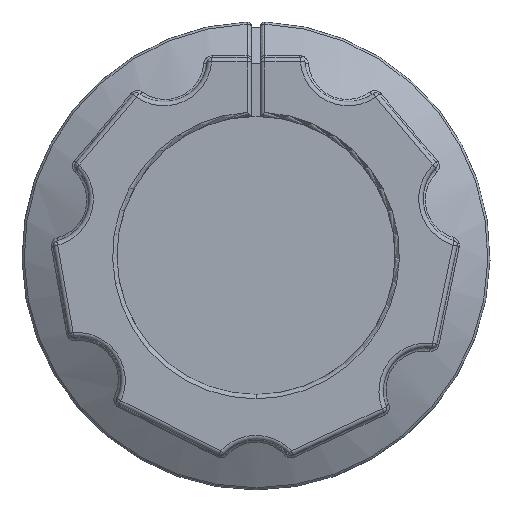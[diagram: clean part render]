
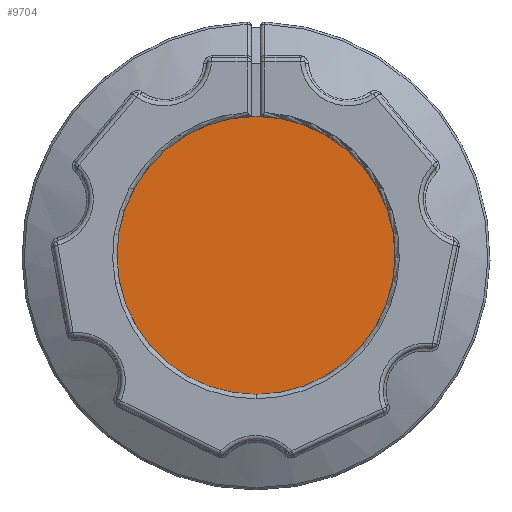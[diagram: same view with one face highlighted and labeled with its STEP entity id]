
A CAD part, top view. The second image highlights one B-rep face of the part: STEP entity #9704.
In plain terms, the highlighted planar face has unit normal (0, 0, 1).
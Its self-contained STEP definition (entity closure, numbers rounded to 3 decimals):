
#9679=CARTESIAN_POINT('',(6.452,0.0,12.86));
#9680=VERTEX_POINT('',#9679);
#9681=CARTESIAN_POINT('',(0.0,0.0,12.86));
#9682=DIRECTION('',(0.0,0.0,1.0));
#9683=DIRECTION('',(1.0,0.0,-0.0));
#9684=AXIS2_PLACEMENT_3D('',#9681,#9682,#9683);
#9685=CIRCLE('',#9684,6.452);
#9686=EDGE_CURVE('n� 4',#9680,#9680,#9685,.T.);
#9696=ORIENTED_EDGE('',*,*,#9686,.T.);
#9697=EDGE_LOOP('',(#9696));
#9698=FACE_OUTER_BOUND('',#9697,.T.);
#9699=CARTESIAN_POINT('',(0.0,0.0,12.86));
#9700=DIRECTION('',(0.0,0.0,1.0));
#9701=DIRECTION('',(1.0,0.0,-0.0));
#9702=AXIS2_PLACEMENT_3D('',#9699,#9700,#9701);
#9703=PLANE('',#9702);
#9704=ADVANCED_FACE('n� 1',(#9698),#9703,.T.);
